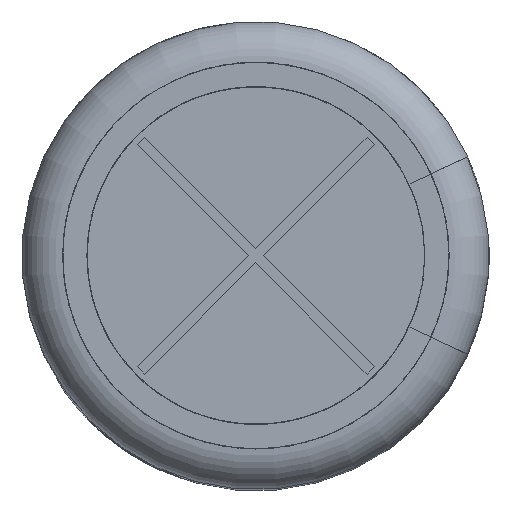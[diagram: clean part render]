
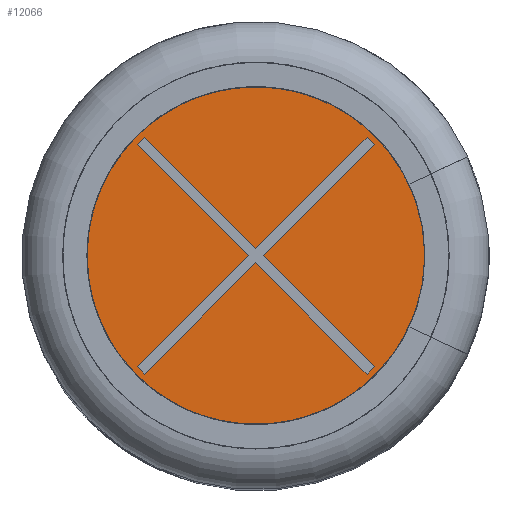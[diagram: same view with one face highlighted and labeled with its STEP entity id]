
A CAD part, top view. The second image highlights one B-rep face of the part: STEP entity #12066.
In plain terms, the highlighted planar face has unit normal (0, 0, 1).
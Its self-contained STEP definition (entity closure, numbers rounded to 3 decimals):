
#419=LINE('',#15796,#1100);
#422=LINE('',#15802,#1103);
#424=LINE('',#15806,#1105);
#426=LINE('',#15810,#1107);
#428=LINE('',#15814,#1109);
#430=LINE('',#15818,#1111);
#432=LINE('',#15822,#1113);
#434=LINE('',#15826,#1115);
#436=LINE('',#15830,#1117);
#438=LINE('',#15834,#1119);
#440=LINE('',#15838,#1121);
#442=LINE('',#15842,#1123);
#1100=VECTOR('',#13450,1000.);
#1103=VECTOR('',#13455,1000.);
#1105=VECTOR('',#13459,1000.);
#1107=VECTOR('',#13463,1000.);
#1109=VECTOR('',#13467,1000.);
#1111=VECTOR('',#13471,1000.);
#1113=VECTOR('',#13475,1000.);
#1115=VECTOR('',#13479,1000.);
#1117=VECTOR('',#13483,1000.);
#1119=VECTOR('',#13487,1000.);
#1121=VECTOR('',#13491,1000.);
#1123=VECTOR('',#13495,1000.);
#1951=ORIENTED_EDGE('',*,*,#4417,.T.);
#1952=ORIENTED_EDGE('',*,*,#4440,.T.);
#1953=ORIENTED_EDGE('',*,*,#4438,.T.);
#1954=ORIENTED_EDGE('',*,*,#4436,.T.);
#1955=ORIENTED_EDGE('',*,*,#4434,.T.);
#1956=ORIENTED_EDGE('',*,*,#4432,.T.);
#1957=ORIENTED_EDGE('',*,*,#4430,.T.);
#1958=ORIENTED_EDGE('',*,*,#4428,.T.);
#1959=ORIENTED_EDGE('',*,*,#4426,.T.);
#1960=ORIENTED_EDGE('',*,*,#4424,.T.);
#1961=ORIENTED_EDGE('',*,*,#4422,.T.);
#1962=ORIENTED_EDGE('',*,*,#4420,.T.);
#1963=ORIENTED_EDGE('',*,*,#4454,.F.);
#4417=EDGE_CURVE('',#5683,#5684,#419,.T.);
#4420=EDGE_CURVE('',#5685,#5683,#422,.T.);
#4422=EDGE_CURVE('',#5686,#5685,#424,.T.);
#4424=EDGE_CURVE('',#5687,#5686,#426,.T.);
#4426=EDGE_CURVE('',#5688,#5687,#428,.T.);
#4428=EDGE_CURVE('',#5689,#5688,#430,.T.);
#4430=EDGE_CURVE('',#5690,#5689,#432,.T.);
#4432=EDGE_CURVE('',#5691,#5690,#434,.T.);
#4434=EDGE_CURVE('',#5692,#5691,#436,.T.);
#4436=EDGE_CURVE('',#5693,#5692,#438,.T.);
#4438=EDGE_CURVE('',#5694,#5693,#440,.T.);
#4440=EDGE_CURVE('',#5684,#5694,#442,.T.);
#4454=EDGE_CURVE('',#5705,#5705,#6546,.T.);
#5683=VERTEX_POINT('',#15797);
#5684=VERTEX_POINT('',#15798);
#5685=VERTEX_POINT('',#15803);
#5686=VERTEX_POINT('',#15807);
#5687=VERTEX_POINT('',#15811);
#5688=VERTEX_POINT('',#15815);
#5689=VERTEX_POINT('',#15819);
#5690=VERTEX_POINT('',#15823);
#5691=VERTEX_POINT('',#15827);
#5692=VERTEX_POINT('',#15831);
#5693=VERTEX_POINT('',#15835);
#5694=VERTEX_POINT('',#15839);
#5705=VERTEX_POINT('',#15874);
#6546=CIRCLE('',#12617,3.308);
#6866=EDGE_LOOP('',(#1951,#1952,#1953,#1954,#1955,#1956,#1957,#1958,#1959,
#1960,#1961,#1962));
#6867=EDGE_LOOP('',(#1963));
#7496=FACE_BOUND('',#6866,.T.);
#7497=FACE_BOUND('',#6867,.T.);
#8112=PLANE('',#12618);
#12066=ADVANCED_FACE('',(#7496,#7497),#8112,.T.);
#12617=AXIS2_PLACEMENT_3D('',#15873,#13536,#13537);
#12618=AXIS2_PLACEMENT_3D('',#15875,#13538,#13539);
#13450=DIRECTION('',(0.707,0.707,0.));
#13455=DIRECTION('',(-0.707,0.707,0.));
#13459=DIRECTION('',(0.707,0.707,0.));
#13463=DIRECTION('',(-0.707,0.707,0.));
#13467=DIRECTION('',(-0.707,-0.707,0.));
#13471=DIRECTION('',(-0.707,0.707,0.));
#13475=DIRECTION('',(-0.707,-0.707,0.));
#13479=DIRECTION('',(0.707,-0.707,0.));
#13483=DIRECTION('',(-0.707,-0.707,0.));
#13487=DIRECTION('',(0.707,-0.707,0.));
#13491=DIRECTION('',(0.707,0.707,0.));
#13495=DIRECTION('',(0.707,-0.707,0.));
#13536=DIRECTION('',(0.,0.,-1.));
#13537=DIRECTION('',(-1.,0.,0.));
#13538=DIRECTION('',(0.,0.,1.));
#13539=DIRECTION('',(1.,0.,0.));
#15796=CARTESIAN_POINT('',(-1.9,2.026,13.78));
#15797=CARTESIAN_POINT('',(-2.026,1.9,13.78));
#15798=CARTESIAN_POINT('',(-1.9,2.026,13.78));
#15802=CARTESIAN_POINT('',(-0.126,0.,13.78));
#15803=CARTESIAN_POINT('',(-0.126,0.,13.78));
#15806=CARTESIAN_POINT('',(-0.126,0.,13.78));
#15807=CARTESIAN_POINT('',(-2.026,-1.9,13.78));
#15810=CARTESIAN_POINT('',(-1.9,-2.026,13.78));
#15811=CARTESIAN_POINT('',(-1.9,-2.026,13.78));
#15814=CARTESIAN_POINT('',(0.,-0.126,13.78));
#15815=CARTESIAN_POINT('',(0.,-0.126,13.78));
#15818=CARTESIAN_POINT('',(0.,-0.126,13.78));
#15819=CARTESIAN_POINT('',(1.9,-2.026,13.78));
#15822=CARTESIAN_POINT('',(2.026,-1.9,13.78));
#15823=CARTESIAN_POINT('',(2.026,-1.9,13.78));
#15826=CARTESIAN_POINT('',(0.126,0.,13.78));
#15827=CARTESIAN_POINT('',(0.126,0.,13.78));
#15830=CARTESIAN_POINT('',(0.126,0.,13.78));
#15831=CARTESIAN_POINT('',(2.026,1.9,13.78));
#15834=CARTESIAN_POINT('',(2.026,1.9,13.78));
#15835=CARTESIAN_POINT('',(1.9,2.026,13.78));
#15838=CARTESIAN_POINT('',(0.,0.126,13.78));
#15839=CARTESIAN_POINT('',(0.,0.126,13.78));
#15842=CARTESIAN_POINT('',(0.,0.126,13.78));
#15873=CARTESIAN_POINT('',(0.,0.,13.78));
#15874=CARTESIAN_POINT('',(-3.308,0.,13.78));
#15875=CARTESIAN_POINT('',(-3.308,0.,13.78));
